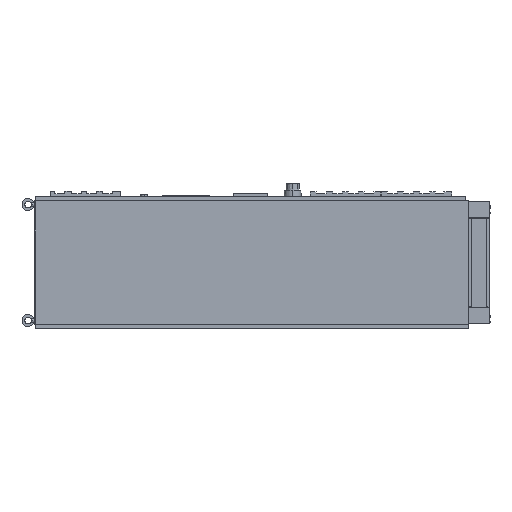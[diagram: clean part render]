
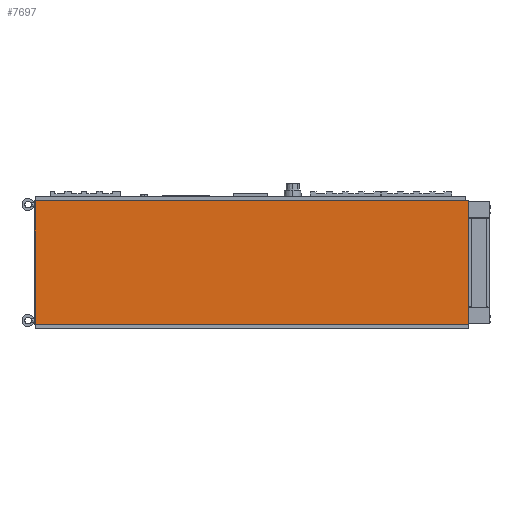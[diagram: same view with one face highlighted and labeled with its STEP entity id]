
A CAD part, left-side view. The second image highlights one B-rep face of the part: STEP entity #7697.
In plain terms, the highlighted planar face has unit normal (-1, 0, 0).
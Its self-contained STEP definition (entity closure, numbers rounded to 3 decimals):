
#1776=DIRECTION('',(0.,-1.,0.));
#1777=VECTOR('',#1776,1997.);
#1778=CARTESIAN_POINT('',(-681.882,988.148,
-378.426));
#1779=LINE('',#1778,#1777);
#1780=DIRECTION('',(0.,0.,-1.));
#1781=VECTOR('',#1780,567.5);
#1782=CARTESIAN_POINT('',(-681.882,-1008.852,
-378.426));
#1783=LINE('',#1782,#1781);
#1784=DIRECTION('',(0.,1.,0.));
#1785=VECTOR('',#1784,1997.);
#1786=CARTESIAN_POINT('',(-681.882,-1008.852,
-945.926));
#1787=LINE('',#1786,#1785);
#1788=DIRECTION('',(0.,0.,1.));
#1789=VECTOR('',#1788,567.5);
#1790=CARTESIAN_POINT('',(-681.882,988.148,
-945.926));
#1791=LINE('',#1790,#1789);
#5890=CARTESIAN_POINT('',(-681.882,988.148,
-378.426));
#5891=CARTESIAN_POINT('',(-681.882,-1008.852,
-378.426));
#5892=VERTEX_POINT('',#5890);
#5893=VERTEX_POINT('',#5891);
#5894=CARTESIAN_POINT('',(-681.882,-1008.852,
-945.926));
#5895=VERTEX_POINT('',#5894);
#5896=CARTESIAN_POINT('',(-681.882,988.148,
-945.926));
#5897=VERTEX_POINT('',#5896);
#7686=CARTESIAN_POINT('',(-681.882,0.,
0.));
#7687=DIRECTION('',(1.,0.,0.));
#7688=DIRECTION('',(0.,1.,0.));
#7689=AXIS2_PLACEMENT_3D('',#7686,#7687,#7688);
#7690=PLANE('',#7689);
#7691=ORIENTED_EDGE('',*,*,#7399,.T.);
#7692=ORIENTED_EDGE('',*,*,#7518,.T.);
#7693=ORIENTED_EDGE('',*,*,#7463,.T.);
#7694=ORIENTED_EDGE('',*,*,#7342,.T.);
#7695=EDGE_LOOP('',(#7691,#7692,#7693,#7694));
#7696=FACE_OUTER_BOUND('',#7695,.F.);
#7697=ADVANCED_FACE('',(#7696),#7690,.F.);
#7342=EDGE_CURVE('',#5897,#5892,#1791,.T.);
#7399=EDGE_CURVE('',#5892,#5893,#1779,.T.);
#7463=EDGE_CURVE('',#5895,#5897,#1787,.T.);
#7518=EDGE_CURVE('',#5893,#5895,#1783,.T.);
